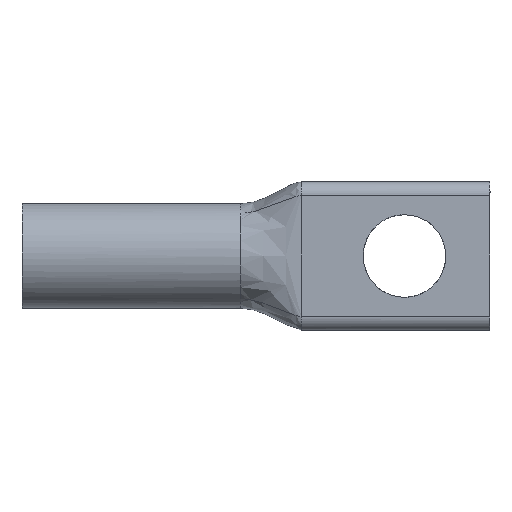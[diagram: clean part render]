
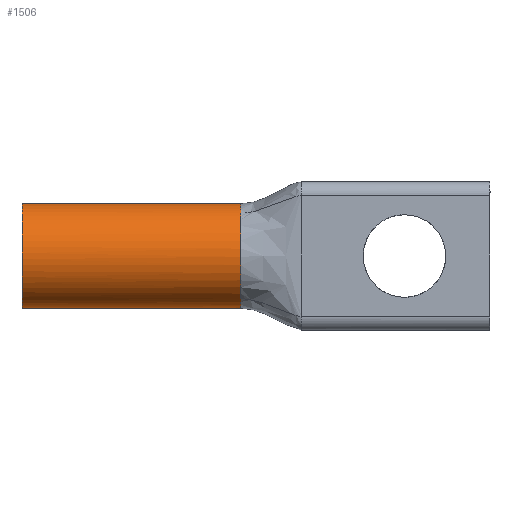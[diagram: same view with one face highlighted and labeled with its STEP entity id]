
A CAD part, front view. The second image highlights one B-rep face of the part: STEP entity #1506.
In plain terms, the highlighted cylindrical face has radius 5.271 mm (diameter 10.541 mm), a partial arc.
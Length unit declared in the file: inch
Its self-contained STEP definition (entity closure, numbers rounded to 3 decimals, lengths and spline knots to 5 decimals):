
#8 = VECTOR ( 'NONE', #1837, 39.37008 ) ;
#106 = DIRECTION ( 'NONE',  ( -1., 0., 0. ) ) ;
#112 = CARTESIAN_POINT ( 'NONE',  ( 0., 0.18034, 0.2075 ) ) ;
#124 = CARTESIAN_POINT ( 'NONE',  ( 0., 0., -0.02716 ) ) ;
#217 = B_SPLINE_CURVE_WITH_KNOTS ( 'NONE', 3,
 ( #795, #1474, #945, #1633, #1440, #2175 ),
 .UNSPECIFIED., .F., .F.,
 ( 4, 2, 4 ),
 ( 0., 0.5, 1. ),
 .UNSPECIFIED. ) ;
#222 = VERTEX_POINT ( 'NONE', #1910 ) ;
#276 = CARTESIAN_POINT ( 'NONE',  ( 0., 0.103, 0.18131 ) ) ;
#283 = CARTESIAN_POINT ( 'NONE',  ( 0.87, 0.06129, -0.15093 ) ) ;
#363 = CARTESIAN_POINT ( 'NONE',  ( 0., 0.07998, -0.16593 ) ) ;
#410 = EDGE_CURVE ( 'NONE', #897, #222, #1144, .T. ) ;
#413 = B_SPLINE_CURVE_WITH_KNOTS ( 'NONE', 3,
 ( #2009, #1830, #1312, #2138, #1971, #455, #1151 ),
 .UNSPECIFIED., .F., .F.,
 ( 4, 1, 1, 1, 4 ),
 ( 0., 0.25, 0.5, 0.75, 1. ),
 .UNSPECIFIED. ) ;
#455 = CARTESIAN_POINT ( 'NONE',  ( 0.87, 0.09575, 0.17507 ) ) ;
#475 = CYLINDRICAL_SURFACE ( 'NONE', #745, 0.2075 ) ;
#517 = CARTESIAN_POINT ( 'NONE',  ( 0., 0.15319, -0.2021 ) ) ;
#522 = EDGE_CURVE ( 'NONE', #1508, #1674, #617, .T. ) ;
#554 = EDGE_CURVE ( 'NONE', #897, #1204, #413, .T. ) ;
#607 = VERTEX_POINT ( 'NONE', #2241 ) ;
#617 = LINE ( 'NONE', #797, #1179 ) ;
#647 = CARTESIAN_POINT ( 'NONE',  ( 0., 0.04157, 0.12752 ) ) ;
#654 = CARTESIAN_POINT ( 'NONE',  ( 0.87, 0.08848, -0.16997 ) ) ;
#658 = CARTESIAN_POINT ( 'NONE',  ( 0., 0.04157, -0.12752 ) ) ;
#662 = CARTESIAN_POINT ( 'NONE',  ( 0.87, 0.2075, -0.2075 ) ) ;
#694 = CARTESIAN_POINT ( 'NONE',  ( 0.87, 0.00812, 0.06637 ) ) ;
#745 = AXIS2_PLACEMENT_3D ( 'NONE', #834, #106, #1023 ) ;
#780 = CARTESIAN_POINT ( 'NONE',  ( 0.87, 0.2075, 0.2075 ) ) ;
#784 = ORIENTED_EDGE ( 'NONE', *, *, #1757, .T. ) ;
#795 = CARTESIAN_POINT ( 'NONE',  ( 0.87, 0.2075, -0.2075 ) ) ;
#797 = CARTESIAN_POINT ( 'NONE',  ( -0.59456, 0.2075, -0.2075 ) ) ;
#818 = CARTESIAN_POINT ( 'NONE',  ( 0.87, 0., -0.0332 ) ) ;
#834 = CARTESIAN_POINT ( 'NONE',  ( -0.59456, 0.2075, 0. ) ) ;
#892 = B_SPLINE_CURVE_WITH_KNOTS ( 'NONE', 3,
 ( #654, #283, #984, #1672, #818, #1385, #694, #1227, #1016, #1028 ),
 .UNSPECIFIED., .F., .F.,
 ( 4, 2, 2, 2, 4 ),
 ( 0., 0.25, 0.5, 0.75, 1. ),
 .UNSPECIFIED. ) ;
#897 = VERTEX_POINT ( 'NONE', #780 ) ;
#945 = CARTESIAN_POINT ( 'NONE',  ( 0.87, 0.16525, -0.20425 ) ) ;
#973 = DIRECTION ( 'NONE',  ( -1., 0., 0. ) ) ;
#984 = CARTESIAN_POINT ( 'NONE',  ( 0.87, 0.03877, -0.12526 ) ) ;
#1016 = CARTESIAN_POINT ( 'NONE',  ( 0.87, 0.06129, 0.15093 ) ) ;
#1023 = DIRECTION ( 'NONE',  ( 0., 0., 1. ) ) ;
#1028 = CARTESIAN_POINT ( 'NONE',  ( 0.87, 0.08848, 0.16997 ) ) ;
#1040 = ORIENTED_EDGE ( 'NONE', *, *, #410, .T. ) ;
#1050 = ORIENTED_EDGE ( 'NONE', *, *, #1259, .T. ) ;
#1144 = LINE ( 'NONE', #1388, #8 ) ;
#1151 = CARTESIAN_POINT ( 'NONE',  ( 0.87, 0.08848, 0.16997 ) ) ;
#1179 = VECTOR ( 'NONE', #973, 39.37008 ) ;
#1204 = VERTEX_POINT ( 'NONE', #2071 ) ;
#1227 = CARTESIAN_POINT ( 'NONE',  ( 0.87, 0.03877, 0.12526 ) ) ;
#1232 = CARTESIAN_POINT ( 'NONE',  ( 0., 0.103, -0.18131 ) ) ;
#1259 = EDGE_CURVE ( 'NONE', #1508, #607, #217, .T. ) ;
#1275 = EDGE_LOOP ( 'NONE', ( #1803, #1050, #1575, #1770, #1040, #784 ) ) ;
#1279 = CARTESIAN_POINT ( 'NONE',  ( 0., 0.2075, -0.2075 ) ) ;
#1312 = CARTESIAN_POINT ( 'NONE',  ( 0.87, 0.17249, 0.20549 ) ) ;
#1338 = CARTESIAN_POINT ( 'NONE',  ( 0., 0.02619, 0.1045 ) ) ;
#1342 = FACE_OUTER_BOUND ( 'NONE', #1275, .T. ) ;
#1385 = CARTESIAN_POINT ( 'NONE',  ( 0.87, 0., 0.0332 ) ) ;
#1388 = CARTESIAN_POINT ( 'NONE',  ( -0.59456, 0.2075, 0.2075 ) ) ;
#1440 = CARTESIAN_POINT ( 'NONE',  ( 0.87, 0.10579, -0.18209 ) ) ;
#1474 = CARTESIAN_POINT ( 'NONE',  ( 0.87, 0.18637, -0.2075 ) ) ;
#1489 = CARTESIAN_POINT ( 'NONE',  ( 0., 0.2075, 0.2075 ) ) ;
#1506 = ADVANCED_FACE ( 'NONE', ( #1342 ), #475, .T. ) ;
#1508 = VERTEX_POINT ( 'NONE', #662 ) ;
#1513 = CARTESIAN_POINT ( 'NONE',  ( 0., 0.0054, -0.05431 ) ) ;
#1575 = ORIENTED_EDGE ( 'NONE', *, *, #2249, .T. ) ;
#1591 = B_SPLINE_CURVE_WITH_KNOTS ( 'NONE', 3,
 ( #1489, #112, #1665, #276, #2195, #647, #1338, #2025, #1684, #124, #1513, #2205, #658, #363, #1232, #517, #1720, #1750 ),
 .UNSPECIFIED., .F., .F.,
 ( 4, 2, 2, 2, 2, 2, 2, 2, 4 ),
 ( 0., 0.125, 0.25, 0.375, 0.5, 0.625, 0.75, 0.875, 1. ),
 .UNSPECIFIED. ) ;
#1633 = CARTESIAN_POINT ( 'NONE',  ( 0.87, 0.12496, -0.19154 ) ) ;
#1665 = CARTESIAN_POINT ( 'NONE',  ( 0., 0.15319, 0.2021 ) ) ;
#1672 = CARTESIAN_POINT ( 'NONE',  ( 0.87, 0.00812, -0.06637 ) ) ;
#1674 = VERTEX_POINT ( 'NONE', #1279 ) ;
#1684 = CARTESIAN_POINT ( 'NONE',  ( 0., 0., 0.02716 ) ) ;
#1720 = CARTESIAN_POINT ( 'NONE',  ( 0., 0.18034, -0.2075 ) ) ;
#1750 = CARTESIAN_POINT ( 'NONE',  ( 0., 0.2075, -0.2075 ) ) ;
#1757 = EDGE_CURVE ( 'NONE', #222, #1674, #1591, .T. ) ;
#1770 = ORIENTED_EDGE ( 'NONE', *, *, #554, .F. ) ;
#1803 = ORIENTED_EDGE ( 'NONE', *, *, #522, .F. ) ;
#1830 = CARTESIAN_POINT ( 'NONE',  ( 0.87, 0.19583, 0.2075 ) ) ;
#1837 = DIRECTION ( 'NONE',  ( -1., 0., 0. ) ) ;
#1910 = CARTESIAN_POINT ( 'NONE',  ( 0., 0.2075, 0.2075 ) ) ;
#1971 = CARTESIAN_POINT ( 'NONE',  ( 0.87, 0.11169, 0.18484 ) ) ;
#2009 = CARTESIAN_POINT ( 'NONE',  ( 0.87, 0.2075, 0.2075 ) ) ;
#2025 = CARTESIAN_POINT ( 'NONE',  ( 0., 0.0054, 0.05431 ) ) ;
#2071 = CARTESIAN_POINT ( 'NONE',  ( 0.87, 0.08848, 0.16997 ) ) ;
#2138 = CARTESIAN_POINT ( 'NONE',  ( 0.87, 0.14005, 0.19711 ) ) ;
#2175 = CARTESIAN_POINT ( 'NONE',  ( 0.87, 0.08848, -0.16997 ) ) ;
#2195 = CARTESIAN_POINT ( 'NONE',  ( 0., 0.07998, 0.16593 ) ) ;
#2205 = CARTESIAN_POINT ( 'NONE',  ( 0., 0.02619, -0.1045 ) ) ;
#2241 = CARTESIAN_POINT ( 'NONE',  ( 0.87, 0.08848, -0.16997 ) ) ;
#2249 = EDGE_CURVE ( 'NONE', #607, #1204, #892, .T. ) ;
